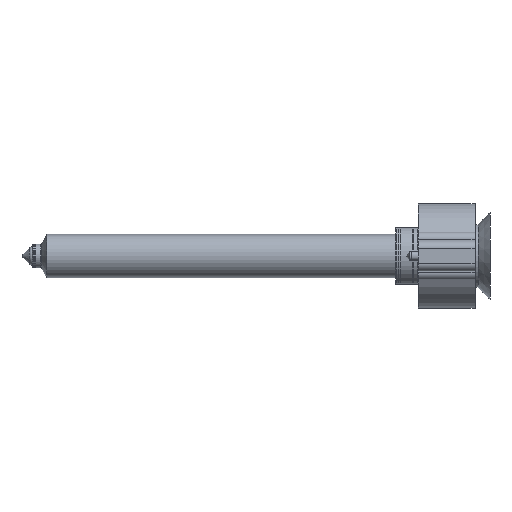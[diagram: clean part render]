
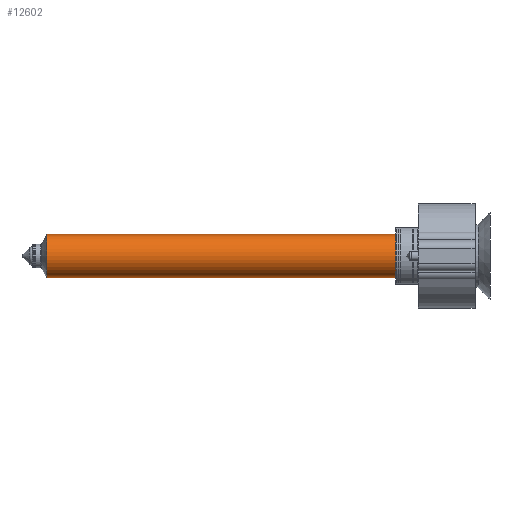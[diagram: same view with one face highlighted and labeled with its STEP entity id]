
A CAD part, front view. The second image highlights one B-rep face of the part: STEP entity #12602.
In plain terms, the highlighted cylindrical face has radius 14.5 mm (diameter 29 mm), a full revolution.
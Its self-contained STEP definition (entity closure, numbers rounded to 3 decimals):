
#160 = CARTESIAN_POINT ( 'NONE',  ( 0., 0., -250. ) ) ;
#1409 = DIRECTION ( 'NONE',  ( -1., 0., 0. ) ) ;
#2453 = DIRECTION ( 'NONE',  ( 0., 0., -1. ) ) ;
#2583 = CIRCLE ( 'NONE', #10866, 14.5 ) ;
#3776 = EDGE_CURVE ( 'NONE', #14491, #14491, #10443, .T. ) ;
#3911 = EDGE_CURVE ( 'NONE', #7782, #7782, #2583, .T. ) ;
#3921 = CYLINDRICAL_SURFACE ( 'NONE', #9239, 14.5 ) ;
#4348 = ORIENTED_EDGE ( 'NONE', *, *, #3911, .F. ) ;
#4735 = FACE_OUTER_BOUND ( 'NONE', #14631, .T. ) ;
#5005 = AXIS2_PLACEMENT_3D ( 'NONE', #9965, #2453, #11228 ) ;
#6959 = ORIENTED_EDGE ( 'NONE', *, *, #3776, .T. ) ;
#7254 = DIRECTION ( 'NONE',  ( -1., 0., 0. ) ) ;
#7782 = VERTEX_POINT ( 'NONE', #10487 ) ;
#8745 = EDGE_LOOP ( 'NONE', ( #4348 ) ) ;
#8926 = DIRECTION ( 'NONE',  ( 0., 0., -1. ) ) ;
#9211 = CARTESIAN_POINT ( 'NONE',  ( -14.5, 0., -16.464 ) ) ;
#9239 = AXIS2_PLACEMENT_3D ( 'NONE', #16030, #12504, #7254 ) ;
#9965 = CARTESIAN_POINT ( 'NONE',  ( 0., 0., -16.464 ) ) ;
#10443 = CIRCLE ( 'NONE', #5005, 14.5 ) ;
#10487 = CARTESIAN_POINT ( 'NONE',  ( -14.5, 0., -250. ) ) ;
#10866 = AXIS2_PLACEMENT_3D ( 'NONE', #160, #8926, #1409 ) ;
#11228 = DIRECTION ( 'NONE',  ( -1., 0., 0. ) ) ;
#12504 = DIRECTION ( 'NONE',  ( 0., 0., -1. ) ) ;
#12602 = ADVANCED_FACE ( 'NONE', ( #14325, #4735 ), #3921, .T. ) ;
#14325 = FACE_OUTER_BOUND ( 'NONE', #8745, .T. ) ;
#14491 = VERTEX_POINT ( 'NONE', #9211 ) ;
#14631 = EDGE_LOOP ( 'NONE', ( #6959 ) ) ;
#16030 = CARTESIAN_POINT ( 'NONE',  ( 0., 0., 0. ) ) ;
